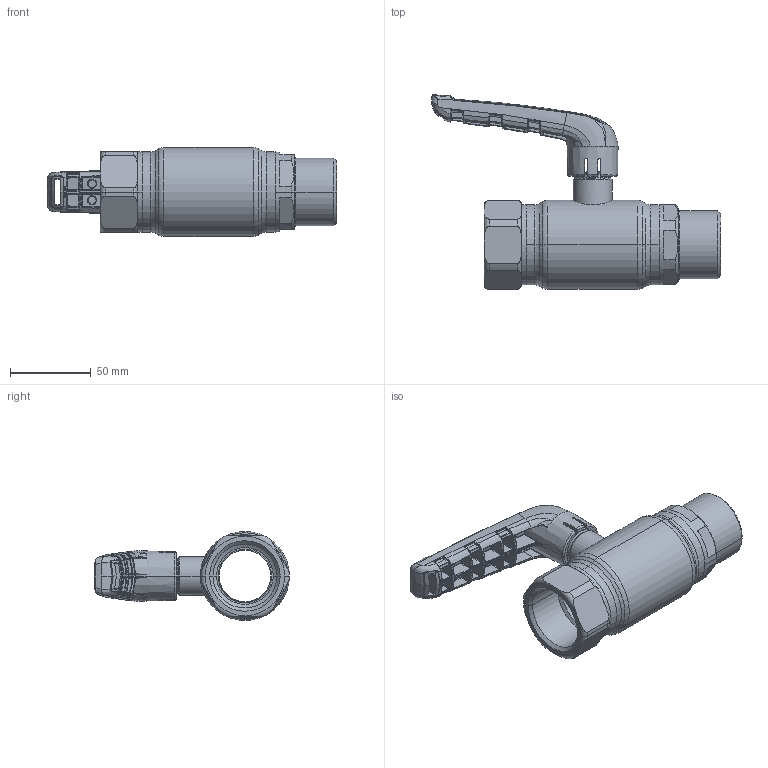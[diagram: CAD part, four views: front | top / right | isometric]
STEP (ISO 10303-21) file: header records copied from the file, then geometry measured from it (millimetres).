
FILE_DESCRIPTION (( 'STEP AP214' ), '1' );
FILE_NAME ('2032002400-xxxx.step', '2019-05-10T06:53:48', ( '' ), ( '' ), 'SwSTEP 2.0', 'SolidWorks 2017', '' );
FILE_SCHEMA (( 'AUTOMOTIVE_DESIGN' ));
Length unit declared in the file: millimetre
Products named in the file (1): 2032002400-xxxx
Bounding box: 178.57 x 120.36 x 55 mm (x, y, z)
Surface area: 52147.9 mm2 (no closed solid volume)
Topology: 0 solids, 7 shells, 761 faces, 2336 edges, 1491 vertices
Faces by surface type: bspline 582, plane 69, cylinder 47, torus 28, cone 27, sphere 8
Entity records: 57694 total; most frequent: CARTESIAN_POINT 33983, ORIENTED_EDGE 3930, EDGE_CURVE 2322, DIRECTION 1662, B_SPLINE_CURVE_WITH_KNOTS 1587, VERTEX_POINT 1485, EDGE_LOOP 782, UNCERTAINTY_MEASURE_WITH_UNIT 763
